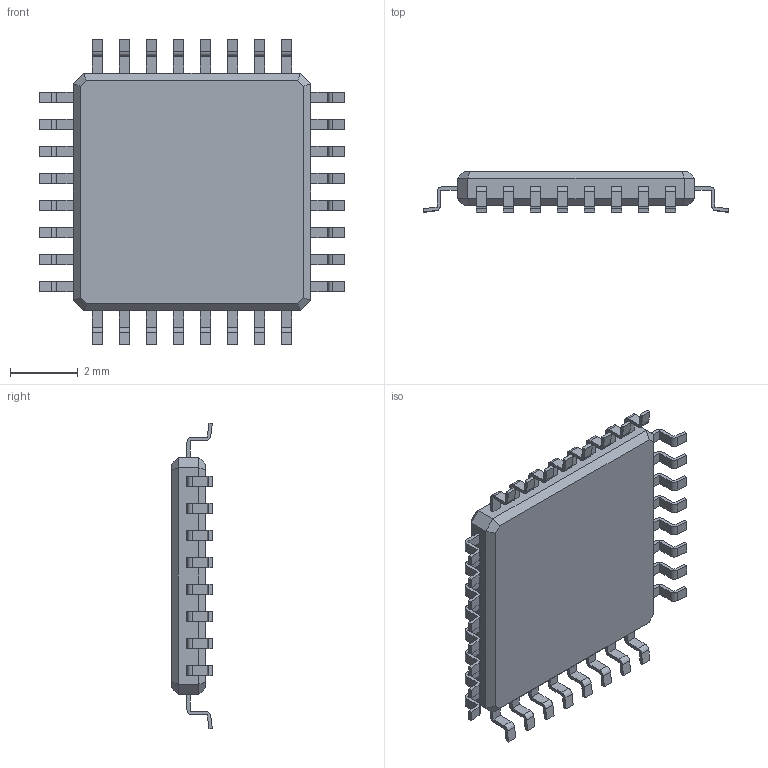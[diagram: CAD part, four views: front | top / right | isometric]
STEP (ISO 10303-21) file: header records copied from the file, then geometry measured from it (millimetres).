
FILE_DESCRIPTION (( 'STEP AP214' ), '1' );
FILE_NAME ('FF5036B1-B2A7-4C3B-9747-60E22EA3DA7B.STEP', '2023-07-30T13:48:36', ( '' ), ( '' ), 'SwSTEP 2.0', 'SolidWorks 2022', '' );
FILE_SCHEMA (( 'AUTOMOTIVE_DESIGN' ));
Length unit declared in the file: millimetre
Products named in the file (1): FF5036B1-B2A7-4C3B-9747-60E22EA3DA7B
Bounding box: 9.01 x 1.2 x 9.01 mm (x, y, z)
Volume: 49.2 mm3; surface area: 157.9 mm2
Topology: 1 solids, 1 shells, 443 faces, 1190 edges, 788 vertices
Faces by surface type: plane 372, cylinder 69, torus 2
Entity records: 18587 total; most frequent: CARTESIAN_POINT 2422, ORIENTED_EDGE 2380, DIRECTION 2222, EDGE_CURVE 1190, LINE 1046, VECTOR 1046, VERTEX_POINT 788, AXIS2_PLACEMENT_3D 588
